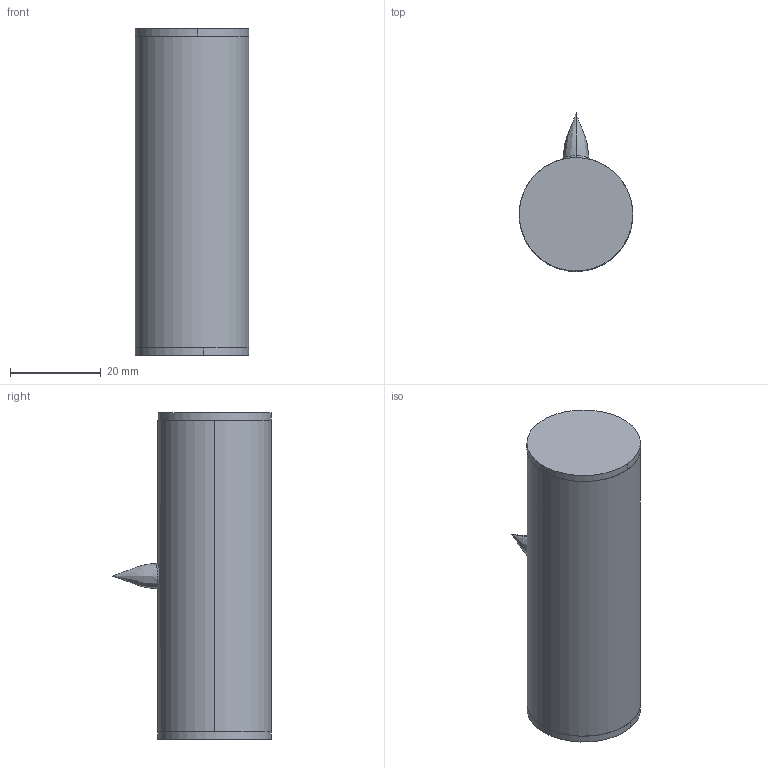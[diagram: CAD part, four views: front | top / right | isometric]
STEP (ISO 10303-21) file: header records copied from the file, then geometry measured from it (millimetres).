
FILE_DESCRIPTION (( 'STEP AP214' ), '1' );
FILE_NAME ('12096-E0W.STEP', '2010-09-08T14:43:52', ( 'Admin' ), ( 'Thorlabs, Inc.' ), 'SwSTEP 2.0', 'SolidWorks 2009', '' );
FILE_SCHEMA (( 'AUTOMOTIVE_DESIGN' ));
Length unit declared in the file: millimetre
Products named in the file (1): 12096-E0W
Bounding box: 25 x 35 x 71.84 mm (x, y, z)
Volume: 5577.2 mm3; surface area: 12920.1 mm2
Topology: 3 solids, 3 shells, 24 faces, 54 edges, 34 vertices
Faces by surface type: cylinder 10, bspline 8, plane 6
Entity records: 2617 total; most frequent: CARTESIAN_POINT 1824, ORIENTED_EDGE 100, DIRECTION 84, EDGE_CURVE 50, AXIS2_PLACEMENT_3D 37, VERTEX_POINT 34, UNCERTAINTY_MEASURE_WITH_UNIT 29, EDGE_LOOP 28
